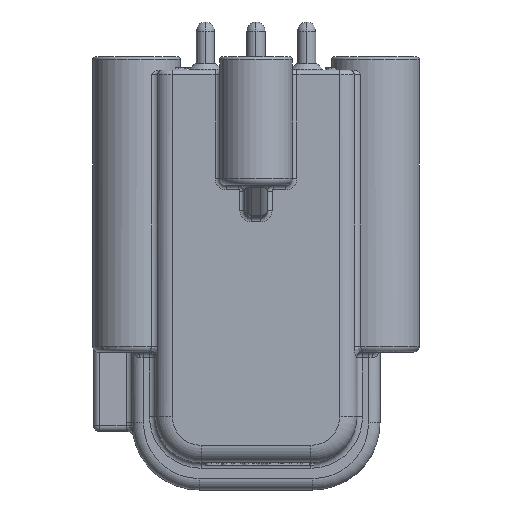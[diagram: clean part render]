
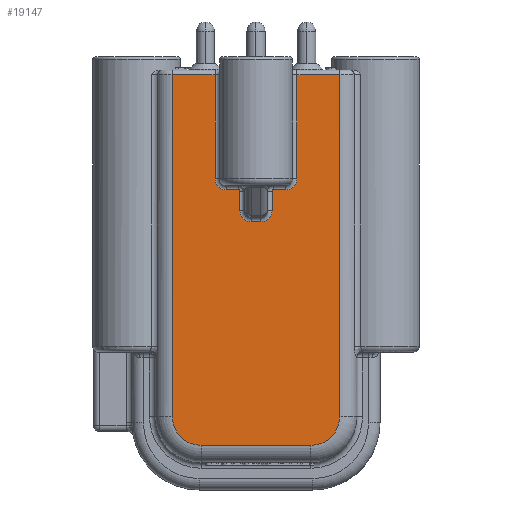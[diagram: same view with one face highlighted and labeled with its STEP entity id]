
A CAD part, front view. The second image highlights one B-rep face of the part: STEP entity #19147.
In plain terms, the highlighted planar face has unit normal (0, -1, 0).
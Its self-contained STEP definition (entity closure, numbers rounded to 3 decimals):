
#4732=DIRECTION('',(1.,0.,0.));
#4733=VECTOR('',#4732,3.725);
#4734=CARTESIAN_POINT('',(3.575,-8.8,25.56));
#4735=LINE('',#4734,#4733);
#4736=DIRECTION('',(0.,0.,-1.));
#4737=VECTOR('',#4736,29.86);
#4738=CARTESIAN_POINT('',(7.3,-8.8,25.56));
#4739=LINE('',#4738,#4737);
#4740=CARTESIAN_POINT('',(4.8,-8.8,-4.3));
#4741=DIRECTION('',(0.,-1.,0.));
#4742=DIRECTION('',(0.,0.,-1.));
#4743=AXIS2_PLACEMENT_3D('',#4740,#4741,#4742);
#4745=DIRECTION('',(1.,0.,0.));
#4746=VECTOR('',#4745,9.6);
#4747=CARTESIAN_POINT('',(-4.8,-8.8,-6.8));
#4748=LINE('',#4747,#4746);
#4749=CARTESIAN_POINT('',(-4.8,-8.8,-4.3));
#4750=DIRECTION('',(0.,-1.,0.));
#4751=DIRECTION('',(-1.,0.,0.));
#4752=AXIS2_PLACEMENT_3D('',#4749,#4750,#4751);
#4754=DIRECTION('',(0.,0.,1.));
#4755=VECTOR('',#4754,29.86);
#4756=CARTESIAN_POINT('',(-7.3,-8.8,-4.3));
#4757=LINE('',#4756,#4755);
#4758=DIRECTION('',(1.,0.,0.));
#4759=VECTOR('',#4758,3.725);
#4760=CARTESIAN_POINT('',(-7.3,-8.8,25.56));
#4761=LINE('',#4760,#4759);
#4762=DIRECTION('',(0.,0.,-1.));
#4763=VECTOR('',#4762,9.07);
#4764=CARTESIAN_POINT('',(-3.575,-8.8,25.56));
#4765=LINE('',#4764,#4763);
#4766=CARTESIAN_POINT('',(-2.575,-8.8,16.49));
#4767=DIRECTION('',(0.,-1.,0.));
#4768=DIRECTION('',(-1.,0.,0.));
#4769=AXIS2_PLACEMENT_3D('',#4766,#4767,#4768);
#4771=DIRECTION('',(1.,0.,0.));
#4772=VECTOR('',#4771,1.075);
#4773=CARTESIAN_POINT('',(-2.575,-8.8,15.49));
#4774=LINE('',#4773,#4772);
#4775=CARTESIAN_POINT('',(-1.5,-8.8,15.39));
#4776=DIRECTION('',(0.,1.,0.));
#4777=DIRECTION('',(0.,0.,1.));
#4778=AXIS2_PLACEMENT_3D('',#4775,#4776,#4777);
#4780=DIRECTION('',(0.,0.,-1.));
#4781=VECTOR('',#4780,1.69);
#4782=CARTESIAN_POINT('',(-1.4,-8.8,15.39));
#4783=LINE('',#4782,#4781);
#4784=CARTESIAN_POINT('',(-0.4,-8.8,13.7));
#4785=DIRECTION('',(0.,-1.,0.));
#4786=DIRECTION('',(-1.,0.,0.));
#4787=AXIS2_PLACEMENT_3D('',#4784,#4785,#4786);
#4789=DIRECTION('',(1.,0.,0.));
#4790=VECTOR('',#4789,0.8);
#4791=CARTESIAN_POINT('',(-0.4,-8.8,12.7));
#4792=LINE('',#4791,#4790);
#4793=CARTESIAN_POINT('',(0.4,-8.8,13.7));
#4794=DIRECTION('',(0.,-1.,0.));
#4795=DIRECTION('',(0.,0.,-1.));
#4796=AXIS2_PLACEMENT_3D('',#4793,#4794,#4795);
#4798=DIRECTION('',(0.,0.,1.));
#4799=VECTOR('',#4798,1.69);
#4800=CARTESIAN_POINT('',(1.4,-8.8,13.7));
#4801=LINE('',#4800,#4799);
#4802=CARTESIAN_POINT('',(1.5,-8.8,15.39));
#4803=DIRECTION('',(0.,1.,0.));
#4804=DIRECTION('',(-1.,0.,0.));
#4805=AXIS2_PLACEMENT_3D('',#4802,#4803,#4804);
#4807=DIRECTION('',(1.,0.,0.));
#4808=VECTOR('',#4807,1.075);
#4809=CARTESIAN_POINT('',(1.5,-8.8,15.49));
#4810=LINE('',#4809,#4808);
#4811=CARTESIAN_POINT('',(2.575,-8.8,16.49));
#4812=DIRECTION('',(0.,-1.,0.));
#4813=DIRECTION('',(0.,0.,-1.));
#4814=AXIS2_PLACEMENT_3D('',#4811,#4812,#4813);
#4816=DIRECTION('',(0.,0.,1.));
#4817=VECTOR('',#4816,9.07);
#4818=CARTESIAN_POINT('',(3.575,-8.8,16.49));
#4819=LINE('',#4818,#4817);
#11284=CARTESIAN_POINT('',(-4.8,-8.8,-6.8));
#11285=CARTESIAN_POINT('',(4.8,-8.8,-6.8));
#11286=VERTEX_POINT('',#11284);
#11287=VERTEX_POINT('',#11285);
#11292=CARTESIAN_POINT('',(-7.3,-8.8,-4.3));
#11294=VERTEX_POINT('',#11292);
#11300=CARTESIAN_POINT('',(7.3,-8.8,-4.3));
#11301=VERTEX_POINT('',#11300);
#11838=CARTESIAN_POINT('',(7.3,-8.8,25.56));
#11839=VERTEX_POINT('',#11838);
#11842=CARTESIAN_POINT('',(3.575,-8.8,25.56));
#11843=VERTEX_POINT('',#11842);
#11862=CARTESIAN_POINT('',(-7.3,-8.8,25.56));
#11863=VERTEX_POINT('',#11862);
#11864=CARTESIAN_POINT('',(-3.575,-8.8,25.56));
#11865=VERTEX_POINT('',#11864);
#11886=CARTESIAN_POINT('',(-3.575,-8.8,16.49));
#11887=VERTEX_POINT('',#11886);
#11888=CARTESIAN_POINT('',(-2.575,-8.8,15.49));
#11889=VERTEX_POINT('',#11888);
#11892=CARTESIAN_POINT('',(-1.5,-8.8,15.49));
#11893=VERTEX_POINT('',#11892);
#11896=CARTESIAN_POINT('',(-1.4,-8.8,15.39));
#11897=VERTEX_POINT('',#11896);
#11900=CARTESIAN_POINT('',(-1.4,-8.8,13.7));
#11901=VERTEX_POINT('',#11900);
#11904=CARTESIAN_POINT('',(-0.4,-8.8,12.7));
#11905=VERTEX_POINT('',#11904);
#11908=CARTESIAN_POINT('',(0.4,-8.8,12.7));
#11909=VERTEX_POINT('',#11908);
#11912=CARTESIAN_POINT('',(1.4,-8.8,13.7));
#11913=VERTEX_POINT('',#11912);
#11916=CARTESIAN_POINT('',(1.4,-8.8,15.39));
#11917=VERTEX_POINT('',#11916);
#11920=CARTESIAN_POINT('',(1.5,-8.8,15.49));
#11921=VERTEX_POINT('',#11920);
#11924=CARTESIAN_POINT('',(2.575,-8.8,15.49));
#11925=VERTEX_POINT('',#11924);
#11928=CARTESIAN_POINT('',(3.575,-8.8,16.49));
#11929=VERTEX_POINT('',#11928);
#19101=CARTESIAN_POINT('',(0.,-8.8,0.));
#19102=DIRECTION('',(0.,-1.,0.));
#19103=DIRECTION('',(0.,0.,1.));
#19104=AXIS2_PLACEMENT_3D('',#19101,#19102,#19103);
#19105=PLANE('',#19104);
#19107=ORIENTED_EDGE('',*,*,#19106,.T.);
#19109=ORIENTED_EDGE('',*,*,#19108,.T.);
#19111=ORIENTED_EDGE('',*,*,#19110,.F.);
#19113=ORIENTED_EDGE('',*,*,#19112,.F.);
#19115=ORIENTED_EDGE('',*,*,#19114,.F.);
#19117=ORIENTED_EDGE('',*,*,#19116,.T.);
#19118=ORIENTED_EDGE('',*,*,#19092,.T.);
#19120=ORIENTED_EDGE('',*,*,#19119,.T.);
#19122=ORIENTED_EDGE('',*,*,#19121,.T.);
#19124=ORIENTED_EDGE('',*,*,#19123,.T.);
#19126=ORIENTED_EDGE('',*,*,#19125,.T.);
#19128=ORIENTED_EDGE('',*,*,#19127,.T.);
#19130=ORIENTED_EDGE('',*,*,#19129,.T.);
#19132=ORIENTED_EDGE('',*,*,#19131,.T.);
#19134=ORIENTED_EDGE('',*,*,#19133,.T.);
#19136=ORIENTED_EDGE('',*,*,#19135,.T.);
#19138=ORIENTED_EDGE('',*,*,#19137,.T.);
#19140=ORIENTED_EDGE('',*,*,#19139,.T.);
#19142=ORIENTED_EDGE('',*,*,#19141,.T.);
#19144=ORIENTED_EDGE('',*,*,#19143,.T.);
#19145=EDGE_LOOP('',(#19107,#19109,#19111,#19113,#19115,#19117,#19118,#19120,
#19122,#19124,#19126,#19128,#19130,#19132,#19134,#19136,#19138,#19140,#19142,
#19144));
#19146=FACE_OUTER_BOUND('',#19145,.F.);
#19147=ADVANCED_FACE('',(#19146),#19105,.T.);
#4744=CIRCLE('',#4743,2.5);
#4753=CIRCLE('',#4752,2.5);
#4770=CIRCLE('',#4769,1.);
#4779=CIRCLE('',#4778,0.1);
#4788=CIRCLE('',#4787,1.);
#4797=CIRCLE('',#4796,1.);
#4806=CIRCLE('',#4805,0.1);
#4815=CIRCLE('',#4814,1.);
#19092=EDGE_CURVE('',#11863,#11865,#4761,.T.);
#19106=EDGE_CURVE('',#11843,#11839,#4735,.T.);
#19108=EDGE_CURVE('',#11839,#11301,#4739,.T.);
#19110=EDGE_CURVE('',#11287,#11301,#4744,.T.);
#19112=EDGE_CURVE('',#11286,#11287,#4748,.T.);
#19114=EDGE_CURVE('',#11294,#11286,#4753,.T.);
#19116=EDGE_CURVE('',#11294,#11863,#4757,.T.);
#19119=EDGE_CURVE('',#11865,#11887,#4765,.T.);
#19121=EDGE_CURVE('',#11887,#11889,#4770,.T.);
#19123=EDGE_CURVE('',#11889,#11893,#4774,.T.);
#19125=EDGE_CURVE('',#11893,#11897,#4779,.T.);
#19127=EDGE_CURVE('',#11897,#11901,#4783,.T.);
#19129=EDGE_CURVE('',#11901,#11905,#4788,.T.);
#19131=EDGE_CURVE('',#11905,#11909,#4792,.T.);
#19133=EDGE_CURVE('',#11909,#11913,#4797,.T.);
#19135=EDGE_CURVE('',#11913,#11917,#4801,.T.);
#19137=EDGE_CURVE('',#11917,#11921,#4806,.T.);
#19139=EDGE_CURVE('',#11921,#11925,#4810,.T.);
#19141=EDGE_CURVE('',#11925,#11929,#4815,.T.);
#19143=EDGE_CURVE('',#11929,#11843,#4819,.T.);
